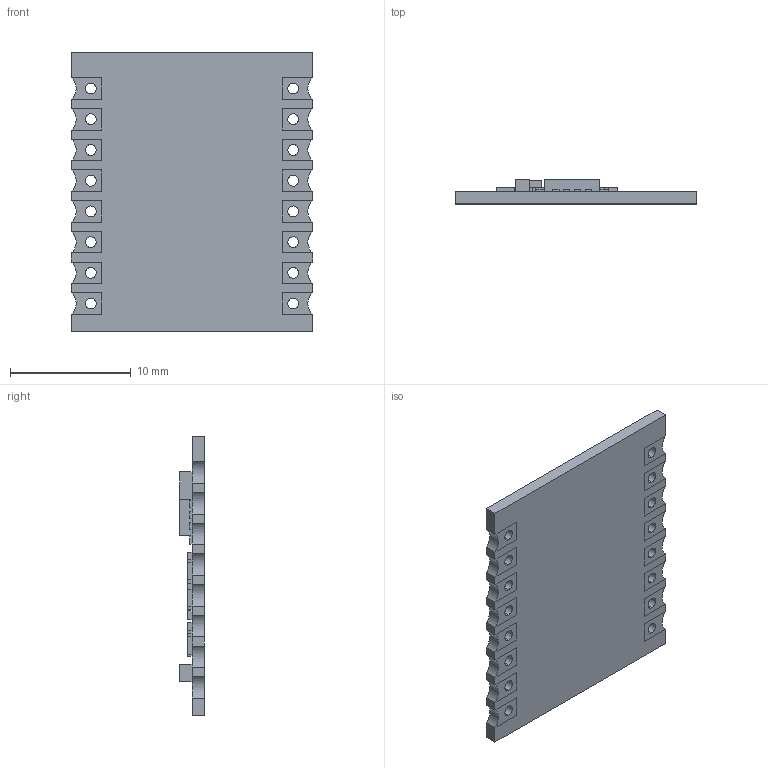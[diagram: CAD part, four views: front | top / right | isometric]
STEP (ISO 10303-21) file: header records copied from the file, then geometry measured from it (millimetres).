
FILE_DESCRIPTION (( 'STEP AP214' ), '1' );
FILE_NAME ('RF-LORA-868-SO.STEP', '2020-03-26T23:43:13', ( '' ), ( '' ), 'SwSTEP 2.0', 'SolidWorks 2017', '' );
FILE_SCHEMA (( 'AUTOMOTIVE_DESIGN' ));
Length unit declared in the file: millimetre
Products named in the file (1): RF-LORA-868-SO
Bounding box: 19.95 x 2 x 23.15 mm (x, y, z)
Volume: 477.8 mm3; surface area: 1410.7 mm2
Topology: 54 solids, 54 shells, 420 faces, 936 edges, 624 vertices
Faces by surface type: plane 372, cylinder 48
Entity records: 12051 total; most frequent: CARTESIAN_POINT 1981, DIRECTION 1874, ORIENTED_EDGE 1872, EDGE_CURVE 936, LINE 840, VECTOR 840, VERTEX_POINT 624, AXIS2_PLACEMENT_3D 517
